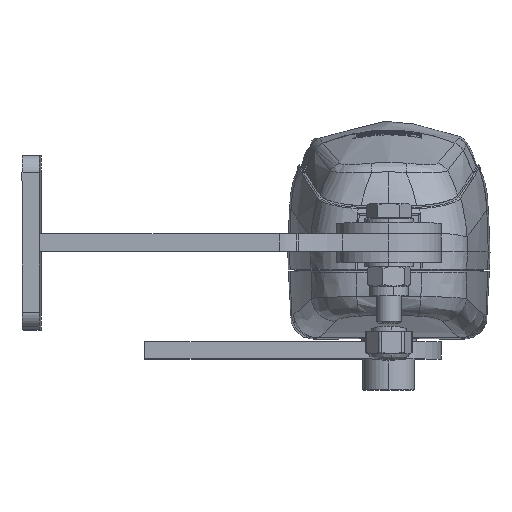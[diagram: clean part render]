
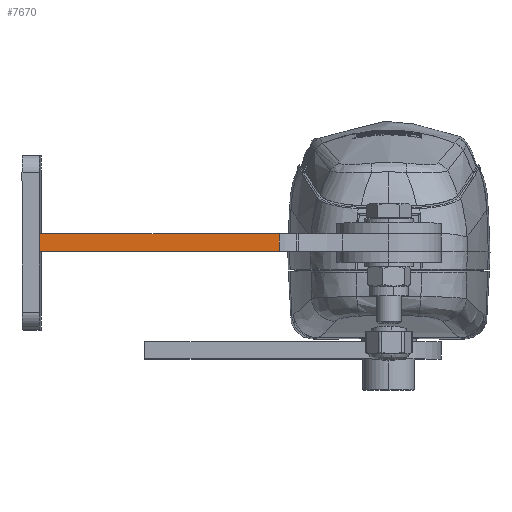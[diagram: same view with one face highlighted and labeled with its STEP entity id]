
A CAD part, top view. The second image highlights one B-rep face of the part: STEP entity #7670.
In plain terms, the highlighted planar face has unit normal (-0.007, 0, 1).
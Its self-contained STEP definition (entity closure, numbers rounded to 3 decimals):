
#621 = CARTESIAN_POINT ( 'NONE',  ( -200.267, -5., 368.643 ) ) ;
#4609 = VECTOR ( 'NONE', #20727, 1000. ) ;
#4679 = CARTESIAN_POINT ( 'NONE',  ( -62.949, -5., 369.574 ) ) ;
#6556 = PLANE ( 'NONE',  #13449 ) ;
#7670 = ADVANCED_FACE ( 'NONE', ( #53004 ), #6556, .T. ) ;
#10863 = VERTEX_POINT ( 'NONE', #45564 ) ;
#12045 = CARTESIAN_POINT ( 'NONE',  ( -200.267, -5., 368.643 ) ) ;
#13449 = AXIS2_PLACEMENT_3D ( 'NONE', #31142, #47499, #47437 ) ;
#15003 = EDGE_CURVE ( 'NONE', #30440, #16163, #45939, .T. ) ;
#15420 = ORIENTED_EDGE ( 'NONE', *, *, #37717, .T. ) ;
#16163 = VERTEX_POINT ( 'NONE', #4679 ) ;
#16750 = LINE ( 'NONE', #54103, #28851 ) ;
#16969 = ORIENTED_EDGE ( 'NONE', *, *, #15003, .F. ) ;
#17276 = EDGE_CURVE ( 'NONE', #41653, #16163, #33510, .T. ) ;
#19682 = CARTESIAN_POINT ( 'NONE',  ( -62.949, 5., 369.574 ) ) ;
#20727 = DIRECTION ( 'NONE',  ( 0., -1., 0. ) ) ;
#22245 = VECTOR ( 'NONE', #26089, 1000. ) ;
#23698 = ORIENTED_EDGE ( 'NONE', *, *, #17276, .T. ) ;
#26089 = DIRECTION ( 'NONE',  ( 0., -1., 0. ) ) ;
#26356 = CARTESIAN_POINT ( 'NONE',  ( -62.949, -5., 369.574 ) ) ;
#27919 = DIRECTION ( 'NONE',  ( 1., 0., 0.007 ) ) ;
#28851 = VECTOR ( 'NONE', #40918, 1000. ) ;
#30440 = VERTEX_POINT ( 'NONE', #19682 ) ;
#31142 = CARTESIAN_POINT ( 'NONE',  ( -57.59, -5., 369.61 ) ) ;
#33510 = LINE ( 'NONE', #37573, #37674 ) ;
#37573 = CARTESIAN_POINT ( 'NONE',  ( -94.438, -5., 369.361 ) ) ;
#37601 = ORIENTED_EDGE ( 'NONE', *, *, #44915, .T. ) ;
#37674 = VECTOR ( 'NONE', #27919, 1000. ) ;
#37717 = EDGE_CURVE ( 'NONE', #10863, #41653, #39457, .T. ) ;
#39457 = LINE ( 'NONE', #12045, #4609 ) ;
#40042 = EDGE_LOOP ( 'NONE', ( #15420, #23698, #16969, #37601 ) ) ;
#40918 = DIRECTION ( 'NONE',  ( -1., 0., -0.007 ) ) ;
#41653 = VERTEX_POINT ( 'NONE', #621 ) ;
#44915 = EDGE_CURVE ( 'NONE', #30440, #10863, #16750, .T. ) ;
#45564 = CARTESIAN_POINT ( 'NONE',  ( -200.267, 5., 368.643 ) ) ;
#45939 = LINE ( 'NONE', #26356, #22245 ) ;
#47437 = DIRECTION ( 'NONE',  ( 0., 1., 0. ) ) ;
#47499 = DIRECTION ( 'NONE',  ( -0.007, 0., 1. ) ) ;
#53004 = FACE_OUTER_BOUND ( 'NONE', #40042, .T. ) ;
#54103 = CARTESIAN_POINT ( 'NONE',  ( -57.59, 5., 369.61 ) ) ;
